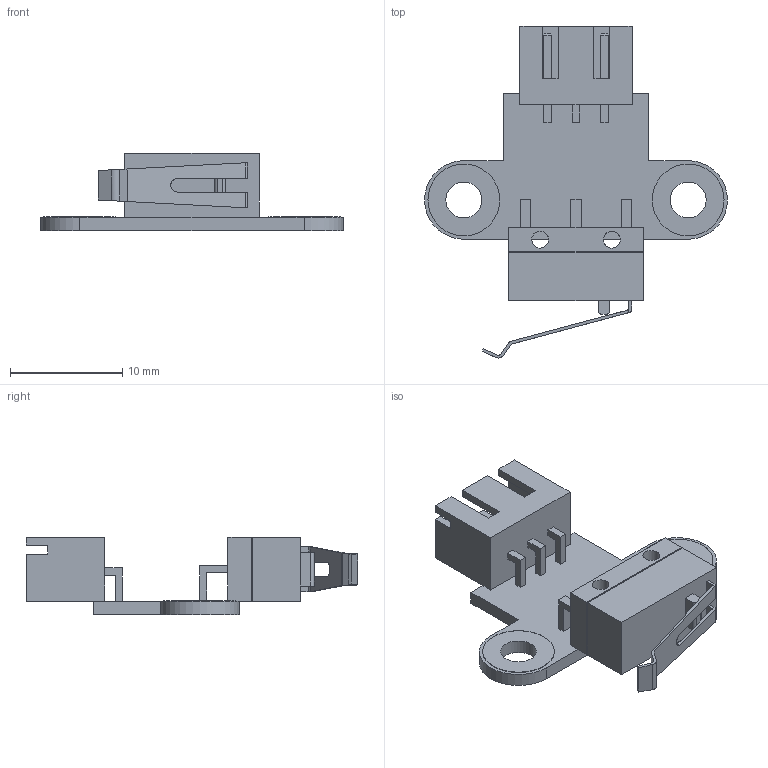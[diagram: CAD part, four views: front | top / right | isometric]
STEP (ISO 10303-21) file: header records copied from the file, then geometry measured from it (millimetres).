
FILE_DESCRIPTION(/* description */ (''),/* implementation_level */ '2;1');
FILE_NAME(/* name */ 'Lerdge microswitch.stp',/* time_stamp */ '2017-09-28T18:39:31+08:00',/* author */ ('philm'),/* organization */ (''),/* preprocessor_version */ 'ST-DEVELOPER v16.1',/* originating_system */ 'Autodesk Inventor 2016',/* authorisation */ '');
FILE_SCHEMA (('AUTOMOTIVE_DESIGN { 1 0 10303 214 3 1 1 }'));
Length unit declared in the file: millimetre
Products named in the file (1): Lerdge microswitch
Bounding box: 27 x 29.6 x 6.9 mm (x, y, z)
Volume: 924.8 mm3; surface area: 1654.3 mm2
Topology: 1 solids, 1 shells, 155 faces, 419 edges, 272 vertices
Faces by surface type: plane 137, cylinder 18
Full cylindrical faces by diameter (mm): 1.5 x2, 3.2 x2, 6.4 x2
Entity records: 4968 total; most frequent: CARTESIAN_POINT 837, ORIENTED_EDGE 822, DIRECTION 761, EDGE_CURVE 411, LINE 373, VECTOR 373, VERTEX_POINT 270, AXIS2_PLACEMENT_3D 194
